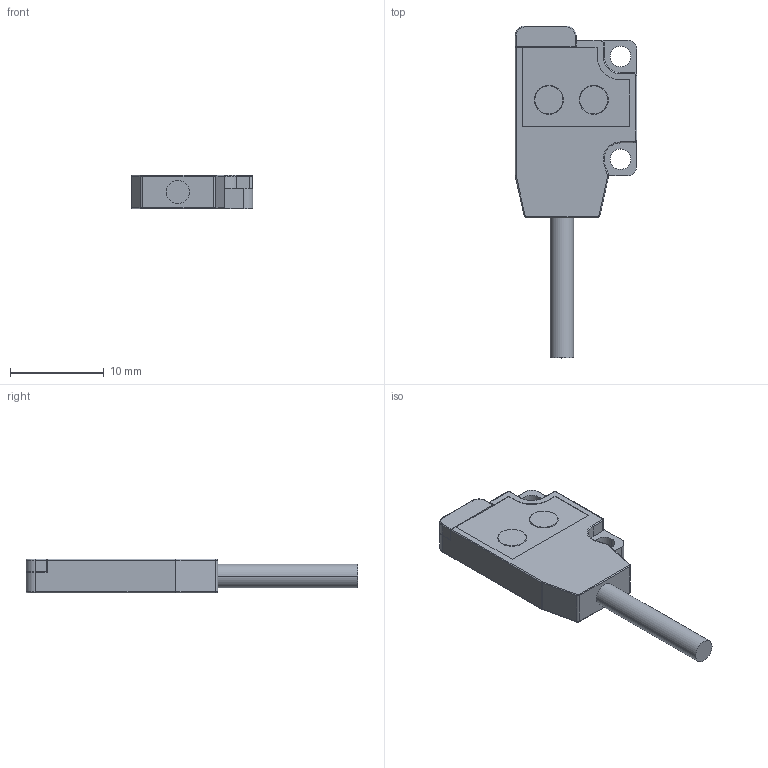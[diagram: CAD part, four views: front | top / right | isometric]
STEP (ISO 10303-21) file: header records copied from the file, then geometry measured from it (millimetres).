
FILE_DESCRIPTION((''),'2;1');
FILE_NAME('WR-025N','2022-04-11T08:43:06',('Administrator'),(''),'CREO PARAMETRIC BY PTC INC, 2021023','CREO PARAMETRIC BY PTC INC, 2021023','');
FILE_SCHEMA(('CONFIG_CONTROL_DESIGN'));
Length unit declared in the file: millimetre
Products named in the file (1): WR-025N
Bounding box: 13 x 35.5 x 3.6 mm (x, y, z)
Volume: 875.8 mm3; surface area: 917.5 mm2
Topology: 2 solids, 2 shells, 103 faces, 249 edges, 155 vertices
Faces by surface type: cylinder 49, plane 38, torus 16
Entity records: 3058 total; most frequent: DIRECTION 567, CARTESIAN_POINT 511, ORIENTED_EDGE 498, EDGE_CURVE 249, AXIS2_PLACEMENT_3D 216, VERTEX_POINT 155, VECTOR 135, LINE 135
